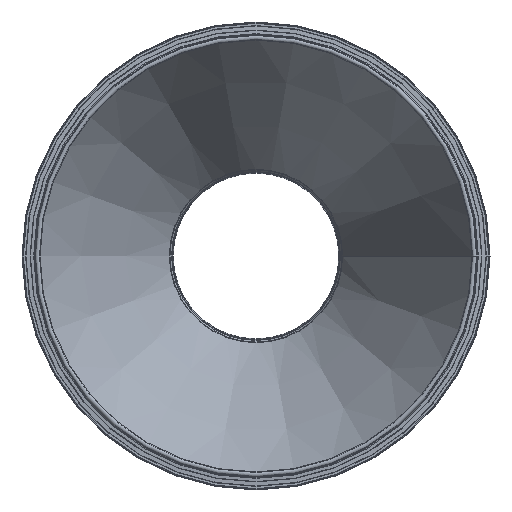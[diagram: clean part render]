
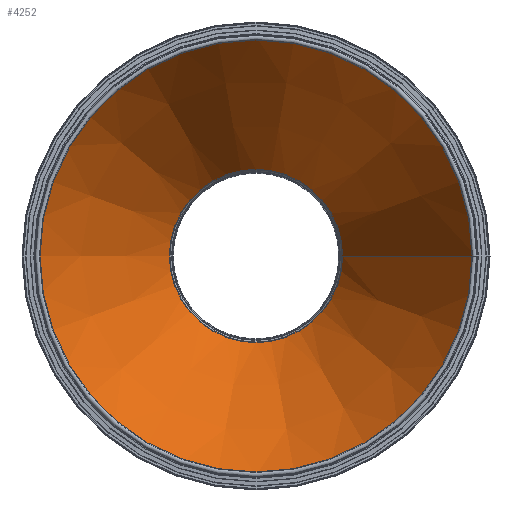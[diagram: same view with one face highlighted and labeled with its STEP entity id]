
A CAD part, front view. The second image highlights one B-rep face of the part: STEP entity #4252.
In plain terms, the highlighted conical face has half-angle 29.521 degrees and reference radius 123.772 mm.
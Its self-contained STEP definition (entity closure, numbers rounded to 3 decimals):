
#3747=CARTESIAN_POINT('',(48.581,139.167,0.0));
#3748=VERTEX_POINT('',#3747);
#3780=CARTESIAN_POINT('',(48.581,139.167,-0.001));
#3781=VERTEX_POINT('',#3780);
#3821=CARTESIAN_POINT('',(123.772,6.379,0.0));
#3822=VERTEX_POINT('',#3821);
#3829=CARTESIAN_POINT('',(48.581,139.167,0.0));
#3830=DIRECTION('',(0.493,-0.87,0.0));
#3831=VECTOR('',#3830,152.598);
#3832=LINE('',#3829,#3831);
#3833=EDGE_CURVE('',#3748,#3822,#3832,.T.);
#3844=CARTESIAN_POINT('',(123.772,6.379,-0.002));
#3845=VERTEX_POINT('',#3844);
#3846=CARTESIAN_POINT('',(123.772,6.379,-0.002));
#3847=DIRECTION('',(-0.493,0.87,0.));
#3848=VECTOR('',#3847,152.598);
#3849=LINE('',#3846,#3848);
#3850=EDGE_CURVE('',#3845,#3781,#3849,.T.);
#4223=CARTESIAN_POINT('',(0.,6.379,0.0));
#4224=DIRECTION('',(0.0,-1.0,0.0));
#4225=DIRECTION('',(1.0,0.0,0.0));
#4226=AXIS2_PLACEMENT_3D('',#4223,#4224,#4225);
#4227=CIRCLE('',#4226,123.772);
#4228=EDGE_CURVE('',#3822,#3845,#4227,.T.);
#4235=CARTESIAN_POINT('',(0.,6.379,0.0));
#4236=DIRECTION('',(0.,-1.0,0.0));
#4237=DIRECTION('',(1.,0.,0.));
#4238=AXIS2_PLACEMENT_3D('',#4235,#4236,#4237);
#4239=CONICAL_SURFACE('',#4238,123.772,29.521);
#4240=ORIENTED_EDGE('',*,*,#3850,.T.);
#4241=CARTESIAN_POINT('',(0.,139.167,0.0));
#4242=DIRECTION('',(0.0,-1.0,0.0));
#4243=DIRECTION('',(1.0,0.0,0.0));
#4244=AXIS2_PLACEMENT_3D('',#4241,#4242,#4243);
#4245=CIRCLE('',#4244,48.581);
#4246=EDGE_CURVE('',#3748,#3781,#4245,.T.);
#4247=ORIENTED_EDGE('',*,*,#4246,.F.);
#4248=ORIENTED_EDGE('',*,*,#3833,.T.);
#4249=ORIENTED_EDGE('',*,*,#4228,.T.);
#4250=EDGE_LOOP('',(#4240,#4247,#4248,#4249));
#4251=FACE_OUTER_BOUND('',#4250,.T.);
#4252=ADVANCED_FACE('',(#4251),#4239,.F.);
